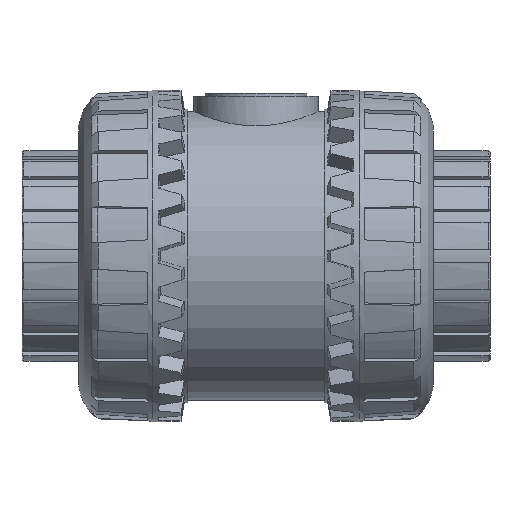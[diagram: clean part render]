
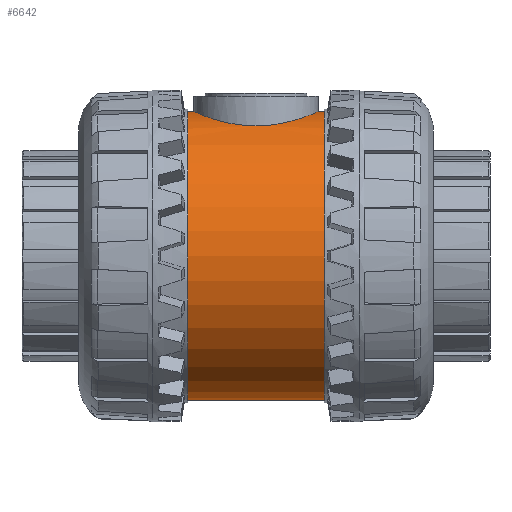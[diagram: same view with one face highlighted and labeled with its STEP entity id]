
A CAD part, front view. The second image highlights one B-rep face of the part: STEP entity #6642.
In plain terms, the highlighted cylindrical face has radius 37 mm (diameter 74 mm), a full revolution.
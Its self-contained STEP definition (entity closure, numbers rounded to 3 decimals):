
#1346=B_SPLINE_CURVE_WITH_KNOTS($,3,(#10061,#10062,#10063,#10064,#10065,
#10066,#10067,#10068,#10069,#10070,#10071,#10072,#10073,#10074,#10075,#10076,
#10077,#10078,#10079,#10080,#10081,#10082,#10083,#10084,#10085,#10086,#10087,
#10088,#10089,#10090,#10091,#10092,#10093,#10094,#10095,#10096,#10097,#10098,
#10099,#10100,#10101,#10102,#10103,#10104,#10105,#10106,#10107,#10108,#10109,
#10110,#10111,#10112,#10113,#10114,#10115,#10116,#10117,#10118),
 .UNSPECIFIED.,.T.,.F.,(4,2,2,2,2,2,2,2,2,2,2,2,2,2,2,2,2,2,2,2,2,2,2,2,
2,2,2,2,4),(0.,0.306,0.612,1.224,1.53,
1.835,2.141,2.446,2.752,3.057,
3.363,3.669,4.281,4.587,4.893,
5.199,5.505,6.117,6.422,6.728,
7.033,7.339,7.645,7.95,8.256,
8.561,9.173,9.479,9.785),
 .UNSPECIFIED.);
#1415=FACE_BOUND($,#1832,.T.);
#1416=FACE_BOUND($,#1833,.T.);
#1417=FACE_BOUND($,#1834,.T.);
#1832=EDGE_LOOP($,(#4438));
#1833=EDGE_LOOP($,(#4439));
#1834=EDGE_LOOP($,(#4440));
#2242=CIRCLE($,#7038,37.);
#2243=CIRCLE($,#7040,37.);
#2632=VERTEX_POINT($,#10060);
#2633=VERTEX_POINT($,#10121);
#2634=VERTEX_POINT($,#10124);
#3357=EDGE_CURVE($,#2632,#2632,#1346,.T.);
#3358=EDGE_CURVE($,#2633,#2633,#2242,.T.);
#3359=EDGE_CURVE($,#2634,#2634,#2243,.T.);
#4438=ORIENTED_EDGE($,*,*,#3357,.T.);
#4439=ORIENTED_EDGE($,*,*,#3358,.F.);
#4440=ORIENTED_EDGE($,*,*,#3359,.F.);
#6587=CYLINDRICAL_SURFACE($,#7039,37.);
#6642=ADVANCED_FACE($,(#1415,#1416,#1417),#6587,.T.);
#7038=AXIS2_PLACEMENT_3D($,#10122,#7939,#7940);
#7039=AXIS2_PLACEMENT_3D($,#10123,#7941,#7942);
#7040=AXIS2_PLACEMENT_3D($,#10125,#7943,#7944);
#7939=DIRECTION('center_axis',(-1.,0.,0.));
#7940=DIRECTION('ref_axis',(0.,-1.,0.));
#7941=DIRECTION('center_axis',(1.,0.,0.));
#7942=DIRECTION('ref_axis',(0.,-1.,0.));
#7943=DIRECTION('center_axis',(1.,0.,0.));
#7944=DIRECTION('ref_axis',(0.,-1.,0.));
#10060=CARTESIAN_POINT('',(0.,-16.,33.362));
#10061=CARTESIAN_POINT('Ctrl Pts',(0.,-16.,33.362));
#10062=CARTESIAN_POINT('Ctrl Pts',(-1.02,-16.,33.362));
#10063=CARTESIAN_POINT('Ctrl Pts',(-2.07,-15.901,
33.41));
#10064=CARTESIAN_POINT('Ctrl Pts',(-4.148,-15.489,
33.603));
#10065=CARTESIAN_POINT('Ctrl Pts',(-5.177,-15.177,
33.747));
#10066=CARTESIAN_POINT('Ctrl Pts',(-8.126,-13.946,
34.283));
#10067=CARTESIAN_POINT('Ctrl Pts',(-9.907,-12.72,
34.776));
#10068=CARTESIAN_POINT('Ctrl Pts',(-12.016,-10.611,
35.453));
#10069=CARTESIAN_POINT('Ctrl Pts',(-12.677,-9.817,
35.685));
#10070=CARTESIAN_POINT('Ctrl Pts',(-13.848,-8.083,36.117));
#10071=CARTESIAN_POINT('Ctrl Pts',(-14.356,-7.144,36.318));
#10072=CARTESIAN_POINT('Ctrl Pts',(-15.177,-5.176,
36.65));
#10073=CARTESIAN_POINT('Ctrl Pts',(-15.49,-4.147,36.782));
#10074=CARTESIAN_POINT('Ctrl Pts',(-15.901,-2.068,36.957));
#10075=CARTESIAN_POINT('Ctrl Pts',(-16.,-1.019,37.));
#10076=CARTESIAN_POINT('Ctrl Pts',(-16.,1.019,37.));
#10077=CARTESIAN_POINT('Ctrl Pts',(-15.901,2.068,36.957));
#10078=CARTESIAN_POINT('Ctrl Pts',(-15.49,4.147,36.782));
#10079=CARTESIAN_POINT('Ctrl Pts',(-15.177,5.176,36.65));
#10080=CARTESIAN_POINT('Ctrl Pts',(-14.356,7.144,36.318));
#10081=CARTESIAN_POINT('Ctrl Pts',(-13.848,8.083,36.117));
#10082=CARTESIAN_POINT('Ctrl Pts',(-12.677,9.817,35.685));
#10083=CARTESIAN_POINT('Ctrl Pts',(-12.016,10.611,35.453));
#10084=CARTESIAN_POINT('Ctrl Pts',(-9.907,12.72,34.776));
#10085=CARTESIAN_POINT('Ctrl Pts',(-8.126,13.946,34.283));
#10086=CARTESIAN_POINT('Ctrl Pts',(-5.177,15.177,33.747));
#10087=CARTESIAN_POINT('Ctrl Pts',(-4.148,15.489,33.603));
#10088=CARTESIAN_POINT('Ctrl Pts',(-2.07,15.901,33.41));
#10089=CARTESIAN_POINT('Ctrl Pts',(-1.02,16.,33.362));
#10090=CARTESIAN_POINT('Ctrl Pts',(1.02,16.,33.362));
#10091=CARTESIAN_POINT('Ctrl Pts',(2.07,15.901,33.41));
#10092=CARTESIAN_POINT('Ctrl Pts',(4.148,15.489,33.603));
#10093=CARTESIAN_POINT('Ctrl Pts',(5.177,15.177,33.747));
#10094=CARTESIAN_POINT('Ctrl Pts',(8.126,13.946,34.283));
#10095=CARTESIAN_POINT('Ctrl Pts',(9.907,12.72,34.776));
#10096=CARTESIAN_POINT('Ctrl Pts',(12.016,10.611,35.453));
#10097=CARTESIAN_POINT('Ctrl Pts',(12.677,9.817,35.685));
#10098=CARTESIAN_POINT('Ctrl Pts',(13.848,8.083,36.117));
#10099=CARTESIAN_POINT('Ctrl Pts',(14.356,7.144,36.318));
#10100=CARTESIAN_POINT('Ctrl Pts',(15.177,5.176,36.65));
#10101=CARTESIAN_POINT('Ctrl Pts',(15.49,4.147,36.782));
#10102=CARTESIAN_POINT('Ctrl Pts',(15.901,2.068,36.957));
#10103=CARTESIAN_POINT('Ctrl Pts',(16.,1.019,37.));
#10104=CARTESIAN_POINT('Ctrl Pts',(16.,-1.019,37.));
#10105=CARTESIAN_POINT('Ctrl Pts',(15.901,-2.068,36.957));
#10106=CARTESIAN_POINT('Ctrl Pts',(15.49,-4.147,36.782));
#10107=CARTESIAN_POINT('Ctrl Pts',(15.177,-5.176,36.65));
#10108=CARTESIAN_POINT('Ctrl Pts',(14.356,-7.144,36.318));
#10109=CARTESIAN_POINT('Ctrl Pts',(13.848,-8.083,36.117));
#10110=CARTESIAN_POINT('Ctrl Pts',(12.677,-9.817,35.685));
#10111=CARTESIAN_POINT('Ctrl Pts',(12.016,-10.611,35.453));
#10112=CARTESIAN_POINT('Ctrl Pts',(9.907,-12.72,34.776));
#10113=CARTESIAN_POINT('Ctrl Pts',(8.126,-13.946,34.283));
#10114=CARTESIAN_POINT('Ctrl Pts',(5.177,-15.177,33.747));
#10115=CARTESIAN_POINT('Ctrl Pts',(4.148,-15.489,33.603));
#10116=CARTESIAN_POINT('Ctrl Pts',(2.07,-15.901,33.41));
#10117=CARTESIAN_POINT('Ctrl Pts',(1.02,-16.,33.362));
#10118=CARTESIAN_POINT('Ctrl Pts',(0.,-16.,33.362));
#10121=CARTESIAN_POINT('',(-31.2,37.,0.));
#10122=CARTESIAN_POINT('Origin',(-31.2,0.,0.));
#10123=CARTESIAN_POINT('Origin',(0.,0.,0.));
#10124=CARTESIAN_POINT('',(31.2,37.,0.));
#10125=CARTESIAN_POINT('Origin',(31.2,0.,0.));
